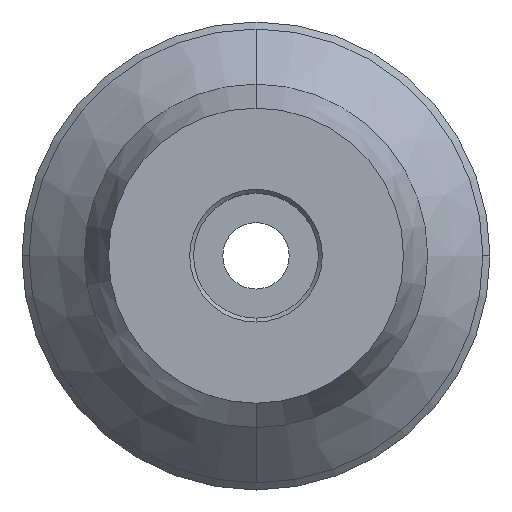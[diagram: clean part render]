
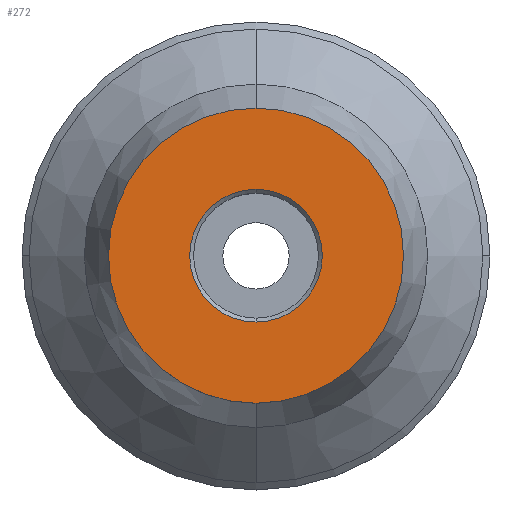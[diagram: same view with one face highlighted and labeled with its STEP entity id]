
A CAD part, top view. The second image highlights one B-rep face of the part: STEP entity #272.
In plain terms, the highlighted planar face has unit normal (0, 0, 1).
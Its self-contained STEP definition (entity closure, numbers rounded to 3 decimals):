
#222=VERTEX_POINT('',#587);
#232=VERTEX_POINT('',#598);
#248=EDGE_CURVE('',#222,#470,#617,.T.);
#272=ADVANCED_FACE('',(#645,#646),#647,.T.);
#288=EDGE_CURVE('',#470,#222,#664,.T.);
#352=EDGE_CURVE('',#496,#232,#734,.T.);
#454=EDGE_CURVE('',#232,#496,#850,.T.);
#470=VERTEX_POINT('',#868);
#496=VERTEX_POINT('',#899);
#587=CARTESIAN_POINT('',(0.0,13.494,0.0));
#598=CARTESIAN_POINT('',(0.0,30.0,0.0));
#617=CIRCLE('',#1028,13.494);
#645=FACE_BOUND('',#1059,.T.);
#646=FACE_OUTER_BOUND('',#1060,.T.);
#647=PLANE('',#1061);
#664=CIRCLE('',#1086,13.494);
#734=CIRCLE('',#1180,30.0);
#850=CIRCLE('',#1331,30.0);
#868=CARTESIAN_POINT('',(0.,-13.494,0.0));
#899=CARTESIAN_POINT('',(0.,-30.0,0.0));
#1028=AXIS2_PLACEMENT_3D('',#1529,#1530,#1531);
#1059=EDGE_LOOP('',(#1569,#1570));
#1060=EDGE_LOOP('',(#1571,#1572));
#1061=AXIS2_PLACEMENT_3D('',#1573,#1574,#1575);
#1086=AXIS2_PLACEMENT_3D('',#1590,#1591,#1592);
#1180=AXIS2_PLACEMENT_3D('',#1659,#1660,#1661);
#1331=AXIS2_PLACEMENT_3D('',#1826,#1827,#1828);
#1529=CARTESIAN_POINT('',(0.0,0.0,0.0));
#1530=DIRECTION('',(-0.0,0.0,-1.0));
#1531=DIRECTION('',(0.0,1.0,0.0));
#1569=ORIENTED_EDGE('',*,*,#248,.T.);
#1570=ORIENTED_EDGE('',*,*,#288,.T.);
#1571=ORIENTED_EDGE('',*,*,#454,.F.);
#1572=ORIENTED_EDGE('',*,*,#352,.F.);
#1573=CARTESIAN_POINT('',(0.0,15.0,0.0));
#1574=DIRECTION('',(-0.0,0.0,1.0));
#1575=DIRECTION('',(0.0,-1.0,0.0));
#1590=CARTESIAN_POINT('',(0.0,0.0,0.0));
#1591=DIRECTION('',(-0.0,0.0,-1.0));
#1592=DIRECTION('',(0.0,1.0,0.0));
#1659=CARTESIAN_POINT('',(0.0,0.0,0.0));
#1660=DIRECTION('',(0.0,0.0,-1.0));
#1661=DIRECTION('',(0.0,1.0,0.0));
#1826=CARTESIAN_POINT('',(0.0,0.0,0.0));
#1827=DIRECTION('',(0.0,0.0,-1.0));
#1828=DIRECTION('',(0.0,1.0,0.0));
